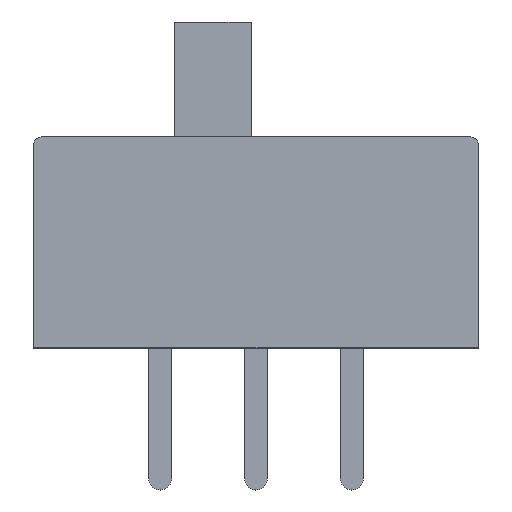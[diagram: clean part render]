
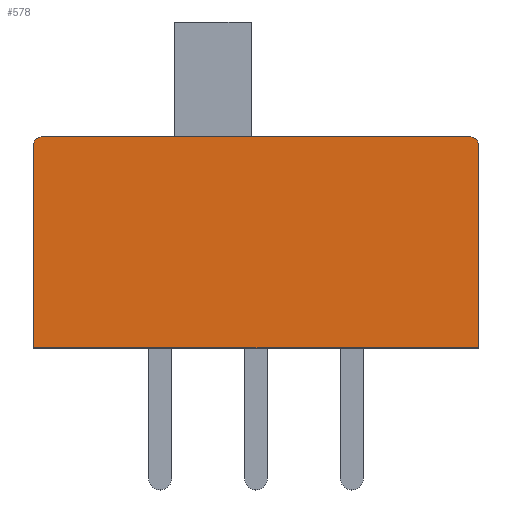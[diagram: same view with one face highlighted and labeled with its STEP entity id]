
A CAD part, top view. The second image highlights one B-rep face of the part: STEP entity #578.
In plain terms, the highlighted planar face has unit normal (0, 0, 1).
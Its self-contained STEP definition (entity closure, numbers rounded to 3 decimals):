
#38=PLANE('',#633);
#70=FACE_OUTER_BOUND('',#104,.T.);
#104=EDGE_LOOP('',(#454,#455,#456,#457,#458,#459));
#153=LINE('',#882,#221);
#160=LINE('',#896,#228);
#161=LINE('',#898,#229);
#162=LINE('',#900,#230);
#221=VECTOR('',#720,10.);
#228=VECTOR('',#729,10.);
#229=VECTOR('',#730,10.);
#230=VECTOR('',#731,10.);
#272=CIRCLE('',#630,0.2);
#274=CIRCLE('',#634,0.2);
#297=VERTEX_POINT('',#872);
#298=VERTEX_POINT('',#873);
#301=VERTEX_POINT('',#881);
#307=VERTEX_POINT('',#895);
#308=VERTEX_POINT('',#897);
#309=VERTEX_POINT('',#899);
#355=EDGE_CURVE('',#297,#298,#272,.T.);
#359=EDGE_CURVE('',#298,#301,#153,.T.);
#366=EDGE_CURVE('',#307,#297,#160,.T.);
#367=EDGE_CURVE('',#308,#307,#161,.T.);
#368=EDGE_CURVE('',#308,#309,#162,.T.);
#369=EDGE_CURVE('',#301,#309,#274,.T.);
#454=ORIENTED_EDGE('',*,*,#355,.F.);
#455=ORIENTED_EDGE('',*,*,#366,.F.);
#456=ORIENTED_EDGE('',*,*,#367,.F.);
#457=ORIENTED_EDGE('',*,*,#368,.T.);
#458=ORIENTED_EDGE('',*,*,#369,.F.);
#459=ORIENTED_EDGE('',*,*,#359,.F.);
#578=ADVANCED_FACE('',(#70),#38,.T.);
#630=AXIS2_PLACEMENT_3D('',#874,#712,#713);
#633=AXIS2_PLACEMENT_3D('',#894,#727,#728);
#634=AXIS2_PLACEMENT_3D('',#901,#732,#733);
#712=DIRECTION('center_axis',(0.,0.,-1.));
#713=DIRECTION('ref_axis',(-0.707,0.707,0.));
#720=DIRECTION('',(1.,0.,0.));
#727=DIRECTION('center_axis',(0.,0.,1.));
#728=DIRECTION('ref_axis',(1.,0.,0.));
#729=DIRECTION('',(0.,1.,0.));
#730=DIRECTION('',(-1.,0.,0.));
#731=DIRECTION('',(0.,1.,0.));
#732=DIRECTION('center_axis',(0.,0.,-1.));
#733=DIRECTION('ref_axis',(0.707,0.707,0.));
#872=CARTESIAN_POINT('',(-5.8,5.3,2.05));
#873=CARTESIAN_POINT('',(-5.6,5.5,2.05));
#874=CARTESIAN_POINT('Origin',(-5.6,5.3,2.05));
#881=CARTESIAN_POINT('',(5.6,5.5,2.05));
#882=CARTESIAN_POINT('',(5.8,5.5,2.05));
#894=CARTESIAN_POINT('Origin',(-5.8,0.,2.05));
#895=CARTESIAN_POINT('',(-5.8,0.,2.05));
#896=CARTESIAN_POINT('',(-5.8,0.,2.05));
#897=CARTESIAN_POINT('',(5.8,0.,2.05));
#898=CARTESIAN_POINT('',(5.8,0.,2.05));
#899=CARTESIAN_POINT('',(5.8,5.3,2.05));
#900=CARTESIAN_POINT('',(5.8,0.,2.05));
#901=CARTESIAN_POINT('Origin',(5.6,5.3,2.05));
